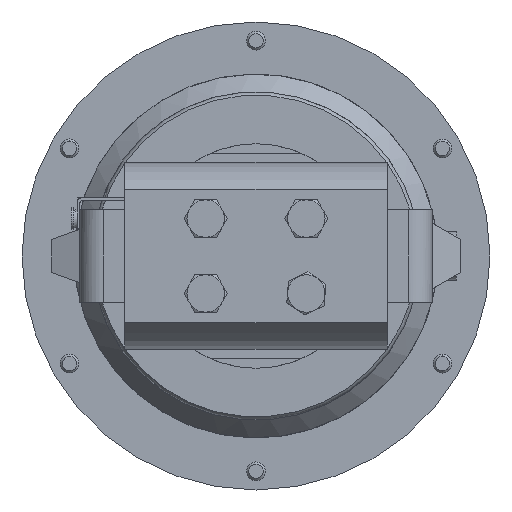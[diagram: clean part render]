
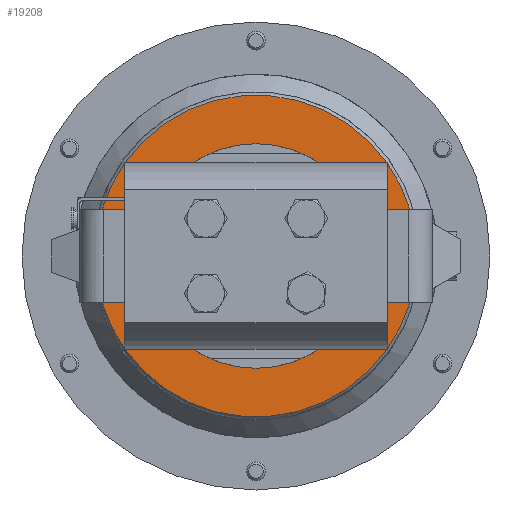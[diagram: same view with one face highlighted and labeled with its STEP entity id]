
A CAD part, front view. The second image highlights one B-rep face of the part: STEP entity #19208.
In plain terms, the highlighted planar face has unit normal (0, -1, 0).
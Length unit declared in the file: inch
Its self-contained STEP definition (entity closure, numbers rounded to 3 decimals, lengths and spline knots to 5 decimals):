
#290 = CARTESIAN_POINT ( 'NONE',  ( -0.36301, 8.022, -0.585 ) ) ;
#999 = PLANE ( 'NONE',  #14516 ) ;
#1064 = DIRECTION ( 'NONE',  ( 1., 0., 0. ) ) ;
#1390 = DIRECTION ( 'NONE',  ( 1., 0., 0. ) ) ;
#1422 = EDGE_CURVE ( 'NONE', #13483, #15644, #22275, .T. ) ;
#1589 = ORIENTED_EDGE ( 'NONE', *, *, #1422, .T. ) ;
#2349 = VECTOR ( 'NONE', #10420, 39.37008 ) ;
#2422 = VERTEX_POINT ( 'NONE', #21414 ) ;
#2530 = LINE ( 'NONE', #22816, #2349 ) ;
#3347 = DIRECTION ( 'NONE',  ( 0., -1., 0. ) ) ;
#3676 = EDGE_CURVE ( 'NONE', #15644, #9728, #2530, .T. ) ;
#4135 = ORIENTED_EDGE ( 'NONE', *, *, #7623, .T. ) ;
#4262 = DIRECTION ( 'NONE',  ( 1., 0., 0. ) ) ;
#4604 = DIRECTION ( 'NONE',  ( 0., -1., 0. ) ) ;
#4741 = EDGE_CURVE ( 'NONE', #9873, #5816, #7215, .T. ) ;
#4817 = CARTESIAN_POINT ( 'NONE',  ( 1.75, 8.022, -0.46 ) ) ;
#4827 = AXIS2_PLACEMENT_3D ( 'NONE', #26006, #13487, #1390 ) ;
#5707 = ORIENTED_EDGE ( 'NONE', *, *, #3676, .T. ) ;
#5816 = VERTEX_POINT ( 'NONE', #6349 ) ;
#5848 = AXIS2_PLACEMENT_3D ( 'NONE', #25657, #13135, #1064 ) ;
#5894 = CARTESIAN_POINT ( 'NONE',  ( 4.1785, 8.022, 0. ) ) ;
#6090 = EDGE_CURVE ( 'NONE', #5816, #9873, #9275, .T. ) ;
#6209 = DIRECTION ( 'NONE',  ( 0., -1., 0. ) ) ;
#6349 = CARTESIAN_POINT ( 'NONE',  ( 1.75, 8.022, -1.5 ) ) ;
#6945 = DIRECTION ( 'NONE',  ( 0., 1., 0. ) ) ;
#7037 = CARTESIAN_POINT ( 'NONE',  ( 1.75, 8.022, 0. ) ) ;
#7215 = CIRCLE ( 'NONE', #24746, 1.5 ) ;
#7623 = EDGE_CURVE ( 'NONE', #21474, #24613, #10671, .T. ) ;
#8021 = DIRECTION ( 'NONE',  ( 1., 0., 0. ) ) ;
#8355 = VECTOR ( 'NONE', #26601, 39.37008 ) ;
#8871 = CIRCLE ( 'NONE', #5848, 2.4285 ) ;
#9094 = DIRECTION ( 'NONE',  ( 0., 0., 1. ) ) ;
#9099 = EDGE_CURVE ( 'NONE', #9334, #13168, #18114, .T. ) ;
#9160 = CARTESIAN_POINT ( 'NONE',  ( 4.10699, 8.022, 0.585 ) ) ;
#9275 = CIRCLE ( 'NONE', #19904, 1.5 ) ;
#9311 = LINE ( 'NONE', #24502, #8355 ) ;
#9334 = VERTEX_POINT ( 'NONE', #25507 ) ;
#9360 = ORIENTED_EDGE ( 'NONE', *, *, #20615, .T. ) ;
#9728 = VERTEX_POINT ( 'NONE', #23577 ) ;
#9873 = VERTEX_POINT ( 'NONE', #14756 ) ;
#10078 = CARTESIAN_POINT ( 'NONE',  ( -0.36301, 8.022, -0.585 ) ) ;
#10311 = CARTESIAN_POINT ( 'NONE',  ( 1.75, 8.022, 0. ) ) ;
#10420 = DIRECTION ( 'NONE',  ( -1., 0., 0. ) ) ;
#10563 = FACE_OUTER_BOUND ( 'NONE', #16714, .T. ) ;
#10610 = VECTOR ( 'NONE', #8021, 39.37008 ) ;
#10671 = CIRCLE ( 'NONE', #4827, 2.4285 ) ;
#10721 = VECTOR ( 'NONE', #4262, 39.37008 ) ;
#11498 = VERTEX_POINT ( 'NONE', #9160 ) ;
#12040 = CARTESIAN_POINT ( 'NONE',  ( 4.10699, 8.022, -0.585 ) ) ;
#12213 = FACE_BOUND ( 'NONE', #12545, .T. ) ;
#12397 = DIRECTION ( 'NONE',  ( 1., 0., 0. ) ) ;
#12545 = EDGE_LOOP ( 'NONE', ( #20272, #25476 ) ) ;
#13135 = DIRECTION ( 'NONE',  ( 0., -1., 0. ) ) ;
#13168 = VERTEX_POINT ( 'NONE', #22191 ) ;
#13483 = VERTEX_POINT ( 'NONE', #19061 ) ;
#13487 = DIRECTION ( 'NONE',  ( 0., -1., 0. ) ) ;
#14516 = AXIS2_PLACEMENT_3D ( 'NONE', #4817, #6945, #21488 ) ;
#14756 = CARTESIAN_POINT ( 'NONE',  ( 1.75, 8.022, 1.5 ) ) ;
#15175 = AXIS2_PLACEMENT_3D ( 'NONE', #18638, #6209, #20773 ) ;
#15418 = EDGE_CURVE ( 'NONE', #24613, #11498, #8871, .T. ) ;
#15593 = CARTESIAN_POINT ( 'NONE',  ( 1.75, 8.022, 0. ) ) ;
#15644 = VERTEX_POINT ( 'NONE', #22602 ) ;
#16714 = EDGE_LOOP ( 'NONE', ( #1589, #5707, #18388, #19105, #25322, #9360, #4135, #18979, #24025 ) ) ;
#16935 = CARTESIAN_POINT ( 'NONE',  ( 1.75, 8.022, 0. ) ) ;
#17699 = DIRECTION ( 'NONE',  ( 0., 0., 1. ) ) ;
#17999 = AXIS2_PLACEMENT_3D ( 'NONE', #16935, #4604, #19053 ) ;
#18114 = CIRCLE ( 'NONE', #15175, 2.14874 ) ;
#18255 = EDGE_CURVE ( 'NONE', #2422, #9334, #25405, .T. ) ;
#18388 = ORIENTED_EDGE ( 'NONE', *, *, #24407, .T. ) ;
#18638 = CARTESIAN_POINT ( 'NONE',  ( 1.75, 8.022, 0. ) ) ;
#18979 = ORIENTED_EDGE ( 'NONE', *, *, #15418, .T. ) ;
#19053 = DIRECTION ( 'NONE',  ( 1., 0., 0. ) ) ;
#19061 = CARTESIAN_POINT ( 'NONE',  ( 3.81757, 8.022, 0.585 ) ) ;
#19105 = ORIENTED_EDGE ( 'NONE', *, *, #18255, .T. ) ;
#19208 = ADVANCED_FACE ( 'NONE', ( #12213, #10563 ), #999, .F. ) ;
#19904 = AXIS2_PLACEMENT_3D ( 'NONE', #15593, #3347, #17699 ) ;
#20272 = ORIENTED_EDGE ( 'NONE', *, *, #6090, .F. ) ;
#20571 = EDGE_CURVE ( 'NONE', #11498, #13483, #9311, .T. ) ;
#20615 = EDGE_CURVE ( 'NONE', #13168, #21474, #22644, .T. ) ;
#20773 = DIRECTION ( 'NONE',  ( 1., 0., 0. ) ) ;
#21414 = CARTESIAN_POINT ( 'NONE',  ( -0.36301, 8.022, -0.585 ) ) ;
#21474 = VERTEX_POINT ( 'NONE', #12040 ) ;
#21488 = DIRECTION ( 'NONE',  ( 1., 0., 0. ) ) ;
#21571 = DIRECTION ( 'NONE',  ( 0., -1., 0. ) ) ;
#21592 = AXIS2_PLACEMENT_3D ( 'NONE', #10311, #24908, #12397 ) ;
#22191 = CARTESIAN_POINT ( 'NONE',  ( 3.81757, 8.022, -0.585 ) ) ;
#22275 = CIRCLE ( 'NONE', #17999, 2.14874 ) ;
#22602 = CARTESIAN_POINT ( 'NONE',  ( -0.31757, 8.022, 0.585 ) ) ;
#22644 = LINE ( 'NONE', #10078, #10610 ) ;
#22816 = CARTESIAN_POINT ( 'NONE',  ( -0.36301, 8.022, 0.585 ) ) ;
#23577 = CARTESIAN_POINT ( 'NONE',  ( -0.36301, 8.022, 0.585 ) ) ;
#24025 = ORIENTED_EDGE ( 'NONE', *, *, #20571, .T. ) ;
#24407 = EDGE_CURVE ( 'NONE', #9728, #2422, #24698, .T. ) ;
#24502 = CARTESIAN_POINT ( 'NONE',  ( -0.36301, 8.022, 0.585 ) ) ;
#24613 = VERTEX_POINT ( 'NONE', #5894 ) ;
#24698 = CIRCLE ( 'NONE', #21592, 2.1925 ) ;
#24746 = AXIS2_PLACEMENT_3D ( 'NONE', #7037, #21571, #9094 ) ;
#24908 = DIRECTION ( 'NONE',  ( 0., -1., 0. ) ) ;
#25322 = ORIENTED_EDGE ( 'NONE', *, *, #9099, .T. ) ;
#25405 = LINE ( 'NONE', #290, #10721 ) ;
#25476 = ORIENTED_EDGE ( 'NONE', *, *, #4741, .F. ) ;
#25507 = CARTESIAN_POINT ( 'NONE',  ( -0.31757, 8.022, -0.585 ) ) ;
#25657 = CARTESIAN_POINT ( 'NONE',  ( 1.75, 8.022, 0. ) ) ;
#26006 = CARTESIAN_POINT ( 'NONE',  ( 1.75, 8.022, 0. ) ) ;
#26601 = DIRECTION ( 'NONE',  ( -1., 0., 0. ) ) ;
